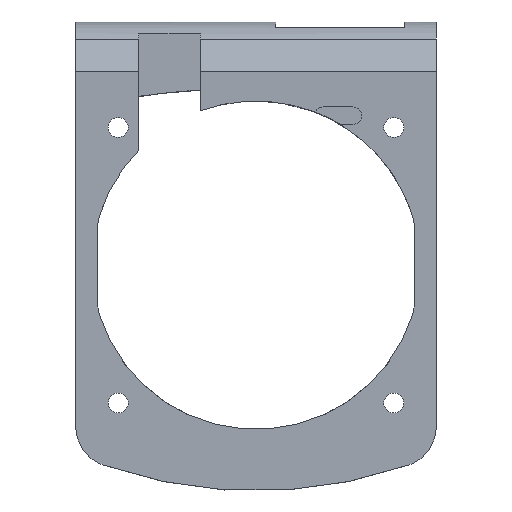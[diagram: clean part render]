
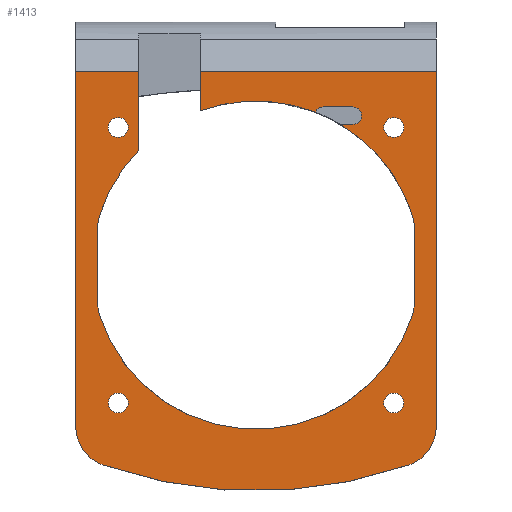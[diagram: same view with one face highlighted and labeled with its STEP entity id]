
A CAD part, top view. The second image highlights one B-rep face of the part: STEP entity #1413.
In plain terms, the highlighted planar face has unit normal (0, 0, 1).
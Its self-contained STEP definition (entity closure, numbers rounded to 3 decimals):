
#725 = EDGE_CURVE('',#726,#728,#730,.T.);
#726 = VERTEX_POINT('',#727);
#727 = CARTESIAN_POINT('',(-30.75,-27.47,0.));
#728 = VERTEX_POINT('',#729);
#729 = CARTESIAN_POINT('',(-30.75,33.1,0.));
#730 = LINE('',#731,#732);
#731 = CARTESIAN_POINT('',(-30.75,-27.47,0.));
#732 = VECTOR('',#733,1.);
#733 = DIRECTION('',(0.,1.,0.));
#907 = EDGE_CURVE('',#728,#908,#910,.T.);
#908 = VERTEX_POINT('',#909);
#909 = CARTESIAN_POINT('',(-20.,33.1,0.));
#910 = LINE('',#911,#912);
#911 = CARTESIAN_POINT('',(-30.75,33.1,0.));
#912 = VECTOR('',#913,1.);
#913 = DIRECTION('',(1.,0.,0.));
#933 = VERTEX_POINT('',#934);
#934 = CARTESIAN_POINT('',(-20.,19.596,
    0.));
#940 = EDGE_CURVE('',#933,#908,#941,.T.);
#941 = LINE('',#942,#943);
#942 = CARTESIAN_POINT('',(-20.,0.,0.));
#943 = VECTOR('',#944,1.);
#944 = DIRECTION('',(0.,1.,0.));
#1014 = VERTEX_POINT('',#1015);
#1015 = CARTESIAN_POINT('',(-9.5,33.1,0.));
#1021 = EDGE_CURVE('',#1022,#1014,#1024,.T.);
#1022 = VERTEX_POINT('',#1023);
#1023 = CARTESIAN_POINT('',(-9.5,26.339,
    0.));
#1024 = LINE('',#1025,#1026);
#1025 = CARTESIAN_POINT('',(-9.5,0.,0.));
#1026 = VECTOR('',#1027,1.);
#1027 = DIRECTION('',(0.,1.,0.));
#1052 = EDGE_CURVE('',#1014,#1053,#1055,.T.);
#1053 = VERTEX_POINT('',#1054);
#1054 = CARTESIAN_POINT('',(30.75,33.1,0.));
#1055 = LINE('',#1056,#1057);
#1056 = CARTESIAN_POINT('',(-30.75,33.1,0.));
#1057 = VECTOR('',#1058,1.);
#1058 = DIRECTION('',(1.,0.,0.));
#1075 = EDGE_CURVE('',#1076,#1053,#1078,.T.);
#1076 = VERTEX_POINT('',#1077);
#1077 = CARTESIAN_POINT('',(30.75,-27.47,0.));
#1078 = LINE('',#1079,#1080);
#1079 = CARTESIAN_POINT('',(30.75,-27.47,0.));
#1080 = VECTOR('',#1081,1.);
#1081 = DIRECTION('',(0.,1.,0.));
#1413 = ADVANCED_FACE('',(#1414,#1567,#1578,#1589,#1600),#1611,.T.);
#1414 = FACE_BOUND('',#1415,.T.);
#1415 = EDGE_LOOP('',(#1416,#1417,#1426,#1435,#1442,#1443,#1444,#1445,
    #1454,#1463,#1471,#1480,#1488,#1497,#1506,#1514,#1523,#1532,#1541,
    #1549,#1558,#1565,#1566));
#1416 = ORIENTED_EDGE('',*,*,#725,.F.);
#1417 = ORIENTED_EDGE('',*,*,#1418,.T.);
#1418 = EDGE_CURVE('',#726,#1419,#1421,.T.);
#1419 = VERTEX_POINT('',#1420);
#1420 = CARTESIAN_POINT('',(-26.059,-34.078,0.));
#1421 = CIRCLE('',#1422,7.);
#1422 = AXIS2_PLACEMENT_3D('',#1423,#1424,#1425);
#1423 = CARTESIAN_POINT('',(-23.75,-27.47,0.));
#1424 = DIRECTION('',(0.,0.,1.));
#1425 = DIRECTION('',(1.,0.,0.));
#1426 = ORIENTED_EDGE('',*,*,#1427,.T.);
#1427 = EDGE_CURVE('',#1419,#1428,#1430,.T.);
#1428 = VERTEX_POINT('',#1429);
#1429 = CARTESIAN_POINT('',(26.059,-34.078,0.));
#1430 = CIRCLE('',#1431,79.);
#1431 = AXIS2_PLACEMENT_3D('',#1432,#1433,#1434);
#1432 = CARTESIAN_POINT('',(0.,40.5,0.));
#1433 = DIRECTION('',(0.,0.,1.));
#1434 = DIRECTION('',(1.,0.,0.));
#1435 = ORIENTED_EDGE('',*,*,#1436,.T.);
#1436 = EDGE_CURVE('',#1428,#1076,#1437,.T.);
#1437 = CIRCLE('',#1438,7.);
#1438 = AXIS2_PLACEMENT_3D('',#1439,#1440,#1441);
#1439 = CARTESIAN_POINT('',(23.75,-27.47,0.));
#1440 = DIRECTION('',(0.,0.,1.));
#1441 = DIRECTION('',(1.,0.,0.));
#1442 = ORIENTED_EDGE('',*,*,#1075,.T.);
#1443 = ORIENTED_EDGE('',*,*,#1052,.F.);
#1444 = ORIENTED_EDGE('',*,*,#1021,.F.);
#1445 = ORIENTED_EDGE('',*,*,#1446,.F.);
#1446 = EDGE_CURVE('',#1447,#1022,#1449,.T.);
#1447 = VERTEX_POINT('',#1448);
#1448 = CARTESIAN_POINT('',(10.127,26.104,
    0.));
#1449 = CIRCLE('',#1450,28.);
#1450 = AXIS2_PLACEMENT_3D('',#1451,#1452,#1453);
#1451 = CARTESIAN_POINT('',(0.,0.,0.));
#1452 = DIRECTION('',(0.,0.,1.));
#1453 = DIRECTION('',(1.,0.,0.));
#1454 = ORIENTED_EDGE('',*,*,#1455,.T.);
#1455 = EDGE_CURVE('',#1447,#1456,#1458,.T.);
#1456 = VERTEX_POINT('',#1457);
#1457 = CARTESIAN_POINT('',(11.5,27.,0.));
#1458 = CIRCLE('',#1459,1.5);
#1459 = AXIS2_PLACEMENT_3D('',#1460,#1461,#1462);
#1460 = CARTESIAN_POINT('',(11.5,25.5,0.));
#1461 = DIRECTION('',(0.,0.,-1.));
#1462 = DIRECTION('',(-1.,0.,0.));
#1463 = ORIENTED_EDGE('',*,*,#1464,.T.);
#1464 = EDGE_CURVE('',#1456,#1465,#1467,.T.);
#1465 = VERTEX_POINT('',#1466);
#1466 = CARTESIAN_POINT('',(16.5,27.,0.));
#1467 = LINE('',#1468,#1469);
#1468 = CARTESIAN_POINT('',(11.5,27.,0.));
#1469 = VECTOR('',#1470,1.);
#1470 = DIRECTION('',(1.,0.,0.));
#1471 = ORIENTED_EDGE('',*,*,#1472,.T.);
#1472 = EDGE_CURVE('',#1465,#1473,#1475,.T.);
#1473 = VERTEX_POINT('',#1474);
#1474 = CARTESIAN_POINT('',(16.5,24.,0.));
#1475 = CIRCLE('',#1476,1.5);
#1476 = AXIS2_PLACEMENT_3D('',#1477,#1478,#1479);
#1477 = CARTESIAN_POINT('',(16.5,25.5,0.));
#1478 = DIRECTION('',(0.,0.,-1.));
#1479 = DIRECTION('',(-1.,0.,0.));
#1480 = ORIENTED_EDGE('',*,*,#1481,.T.);
#1481 = EDGE_CURVE('',#1473,#1482,#1484,.T.);
#1482 = VERTEX_POINT('',#1483);
#1483 = CARTESIAN_POINT('',(14.422,24.,0.));
#1484 = LINE('',#1485,#1486);
#1485 = CARTESIAN_POINT('',(16.5,24.,0.));
#1486 = VECTOR('',#1487,1.);
#1487 = DIRECTION('',(-1.,0.,0.));
#1488 = ORIENTED_EDGE('',*,*,#1489,.F.);
#1489 = EDGE_CURVE('',#1490,#1482,#1492,.T.);
#1490 = VERTEX_POINT('',#1491);
#1491 = CARTESIAN_POINT('',(26.667,8.537,0.));
#1492 = CIRCLE('',#1493,28.);
#1493 = AXIS2_PLACEMENT_3D('',#1494,#1495,#1496);
#1494 = CARTESIAN_POINT('',(0.,0.,0.));
#1495 = DIRECTION('',(0.,0.,1.));
#1496 = DIRECTION('',(1.,0.,0.));
#1497 = ORIENTED_EDGE('',*,*,#1498,.F.);
#1498 = EDGE_CURVE('',#1499,#1490,#1501,.T.);
#1499 = VERTEX_POINT('',#1500);
#1500 = CARTESIAN_POINT('',(27.,6.403,0.));
#1501 = CIRCLE('',#1502,7.);
#1502 = AXIS2_PLACEMENT_3D('',#1503,#1504,#1505);
#1503 = CARTESIAN_POINT('',(20.,6.403,0.));
#1504 = DIRECTION('',(0.,0.,1.));
#1505 = DIRECTION('',(1.,0.,0.));
#1506 = ORIENTED_EDGE('',*,*,#1507,.F.);
#1507 = EDGE_CURVE('',#1508,#1499,#1510,.T.);
#1508 = VERTEX_POINT('',#1509);
#1509 = CARTESIAN_POINT('',(27.,-6.403,0.));
#1510 = LINE('',#1511,#1512);
#1511 = CARTESIAN_POINT('',(27.,-6.403,0.));
#1512 = VECTOR('',#1513,1.);
#1513 = DIRECTION('',(0.,1.,0.));
#1514 = ORIENTED_EDGE('',*,*,#1515,.F.);
#1515 = EDGE_CURVE('',#1516,#1508,#1518,.T.);
#1516 = VERTEX_POINT('',#1517);
#1517 = CARTESIAN_POINT('',(26.667,-8.537,0.));
#1518 = CIRCLE('',#1519,7.);
#1519 = AXIS2_PLACEMENT_3D('',#1520,#1521,#1522);
#1520 = CARTESIAN_POINT('',(20.,-6.403,0.));
#1521 = DIRECTION('',(0.,0.,1.));
#1522 = DIRECTION('',(1.,0.,0.));
#1523 = ORIENTED_EDGE('',*,*,#1524,.F.);
#1524 = EDGE_CURVE('',#1525,#1516,#1527,.T.);
#1525 = VERTEX_POINT('',#1526);
#1526 = CARTESIAN_POINT('',(-26.667,-8.537,0.));
#1527 = CIRCLE('',#1528,28.);
#1528 = AXIS2_PLACEMENT_3D('',#1529,#1530,#1531);
#1529 = CARTESIAN_POINT('',(0.,0.,0.));
#1530 = DIRECTION('',(0.,0.,1.));
#1531 = DIRECTION('',(1.,0.,0.));
#1532 = ORIENTED_EDGE('',*,*,#1533,.F.);
#1533 = EDGE_CURVE('',#1534,#1525,#1536,.T.);
#1534 = VERTEX_POINT('',#1535);
#1535 = CARTESIAN_POINT('',(-27.,-6.403,0.));
#1536 = CIRCLE('',#1537,7.);
#1537 = AXIS2_PLACEMENT_3D('',#1538,#1539,#1540);
#1538 = CARTESIAN_POINT('',(-20.,-6.403,0.));
#1539 = DIRECTION('',(0.,0.,1.));
#1540 = DIRECTION('',(1.,0.,0.));
#1541 = ORIENTED_EDGE('',*,*,#1542,.F.);
#1542 = EDGE_CURVE('',#1543,#1534,#1545,.T.);
#1543 = VERTEX_POINT('',#1544);
#1544 = CARTESIAN_POINT('',(-27.,6.403,0.));
#1545 = LINE('',#1546,#1547);
#1546 = CARTESIAN_POINT('',(-27.,6.403,0.));
#1547 = VECTOR('',#1548,1.);
#1548 = DIRECTION('',(0.,-1.,0.));
#1549 = ORIENTED_EDGE('',*,*,#1550,.F.);
#1550 = EDGE_CURVE('',#1551,#1543,#1553,.T.);
#1551 = VERTEX_POINT('',#1552);
#1552 = CARTESIAN_POINT('',(-26.667,8.537,0.));
#1553 = CIRCLE('',#1554,7.);
#1554 = AXIS2_PLACEMENT_3D('',#1555,#1556,#1557);
#1555 = CARTESIAN_POINT('',(-20.,6.403,0.));
#1556 = DIRECTION('',(0.,0.,1.));
#1557 = DIRECTION('',(1.,0.,0.));
#1558 = ORIENTED_EDGE('',*,*,#1559,.F.);
#1559 = EDGE_CURVE('',#933,#1551,#1560,.T.);
#1560 = CIRCLE('',#1561,28.);
#1561 = AXIS2_PLACEMENT_3D('',#1562,#1563,#1564);
#1562 = CARTESIAN_POINT('',(0.,0.,0.));
#1563 = DIRECTION('',(0.,0.,1.));
#1564 = DIRECTION('',(1.,0.,0.));
#1565 = ORIENTED_EDGE('',*,*,#940,.T.);
#1566 = ORIENTED_EDGE('',*,*,#907,.F.);
#1567 = FACE_BOUND('',#1568,.T.);
#1568 = EDGE_LOOP('',(#1569));
#1569 = ORIENTED_EDGE('',*,*,#1570,.F.);
#1570 = EDGE_CURVE('',#1571,#1571,#1573,.T.);
#1571 = VERTEX_POINT('',#1572);
#1572 = CARTESIAN_POINT('',(-21.8,-23.5,0.));
#1573 = CIRCLE('',#1574,1.7);
#1574 = AXIS2_PLACEMENT_3D('',#1575,#1576,#1577);
#1575 = CARTESIAN_POINT('',(-23.5,-23.5,0.));
#1576 = DIRECTION('',(0.,0.,1.));
#1577 = DIRECTION('',(1.,0.,0.));
#1578 = FACE_BOUND('',#1579,.T.);
#1579 = EDGE_LOOP('',(#1580));
#1580 = ORIENTED_EDGE('',*,*,#1581,.F.);
#1581 = EDGE_CURVE('',#1582,#1582,#1584,.T.);
#1582 = VERTEX_POINT('',#1583);
#1583 = CARTESIAN_POINT('',(21.8,-23.5,0.));
#1584 = CIRCLE('',#1585,1.7);
#1585 = AXIS2_PLACEMENT_3D('',#1586,#1587,#1588);
#1586 = CARTESIAN_POINT('',(23.5,-23.5,0.));
#1587 = DIRECTION('',(0.,0.,1.));
#1588 = DIRECTION('',(-1.,0.,0.));
#1589 = FACE_BOUND('',#1590,.T.);
#1590 = EDGE_LOOP('',(#1591));
#1591 = ORIENTED_EDGE('',*,*,#1592,.F.);
#1592 = EDGE_CURVE('',#1593,#1593,#1595,.T.);
#1593 = VERTEX_POINT('',#1594);
#1594 = CARTESIAN_POINT('',(-21.8,23.5,0.));
#1595 = CIRCLE('',#1596,1.7);
#1596 = AXIS2_PLACEMENT_3D('',#1597,#1598,#1599);
#1597 = CARTESIAN_POINT('',(-23.5,23.5,0.));
#1598 = DIRECTION('',(0.,0.,1.));
#1599 = DIRECTION('',(1.,0.,0.));
#1600 = FACE_BOUND('',#1601,.T.);
#1601 = EDGE_LOOP('',(#1602));
#1602 = ORIENTED_EDGE('',*,*,#1603,.F.);
#1603 = EDGE_CURVE('',#1604,#1604,#1606,.T.);
#1604 = VERTEX_POINT('',#1605);
#1605 = CARTESIAN_POINT('',(21.8,23.5,0.));
#1606 = CIRCLE('',#1607,1.7);
#1607 = AXIS2_PLACEMENT_3D('',#1608,#1609,#1610);
#1608 = CARTESIAN_POINT('',(23.5,23.5,0.));
#1609 = DIRECTION('',(0.,0.,1.));
#1610 = DIRECTION('',(-1.,0.,0.));
#1611 = PLANE('',#1612);
#1612 = AXIS2_PLACEMENT_3D('',#1613,#1614,#1615);
#1613 = CARTESIAN_POINT('',(0.,-0.412,0.));
#1614 = DIRECTION('',(0.,0.,1.));
#1615 = DIRECTION('',(1.,0.,0.));
